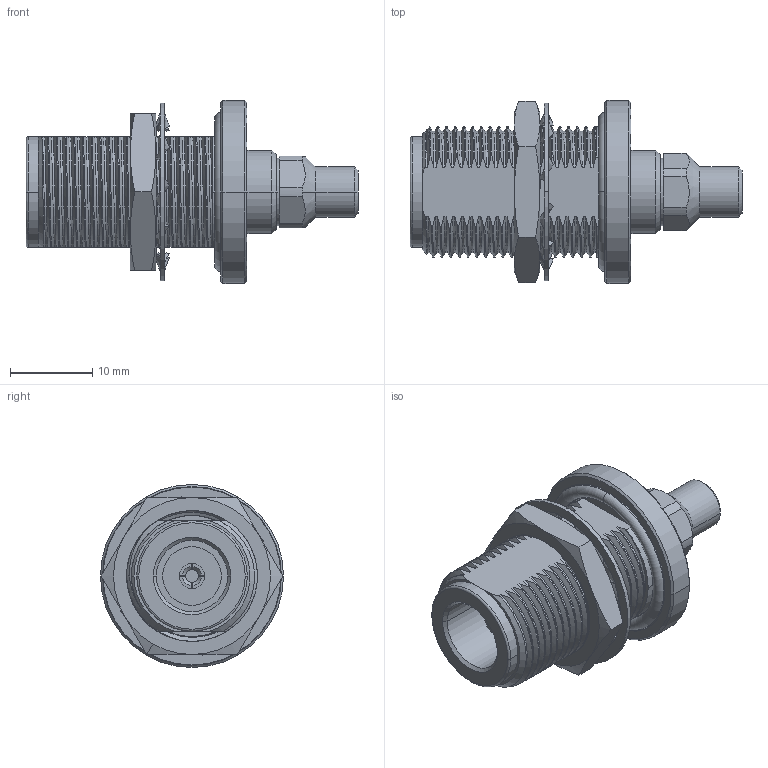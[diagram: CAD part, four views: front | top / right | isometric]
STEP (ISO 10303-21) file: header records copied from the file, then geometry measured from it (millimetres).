
FILE_DESCRIPTION (( 'STEP AP203' ), '1' );
FILE_NAME ('PE45447_FMCN1472.step', '2018-09-06T20:00:09', ( '' ), ( '' ), 'SwSTEP 2.0', 'SolidWorks 2017', '' );
FILE_SCHEMA (( 'CONFIG_CONTROL_DESIGN' ));
Length unit declared in the file: inch
Products named in the file (1): PE45447_FMCN1472
Bounding box: 40.3 x 22.22 x 22.22 mm (x, y, z)
Volume: 5719.3 mm3; surface area: 4713.7 mm2
Topology: 4 solids, 4 shells, 385 faces, 1111 edges, 741 vertices
Faces by surface type: bspline 167, cylinder 111, plane 61, cone 40, torus 6
Entity records: 100094 total; most frequent: CARTESIAN_POINT 91941, ORIENTED_EDGE 2222, EDGE_CURVE 1111, DIRECTION 1072, VERTEX_POINT 741, AXIS2_PLACEMENT_3D 405, EDGE_LOOP 398, ADVANCED_FACE 385
